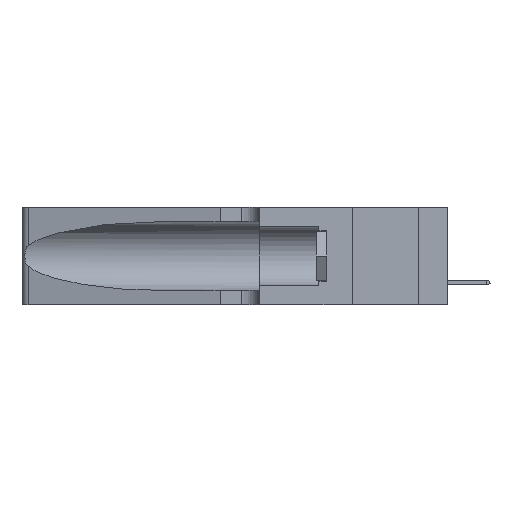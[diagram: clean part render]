
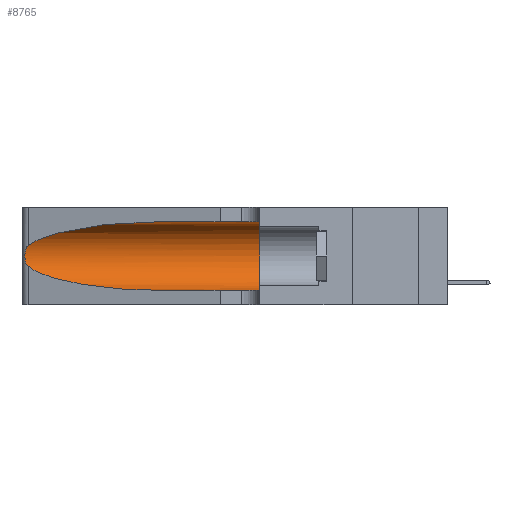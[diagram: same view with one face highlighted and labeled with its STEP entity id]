
A CAD part, left-side view. The second image highlights one B-rep face of the part: STEP entity #8765.
In plain terms, the highlighted cylindrical face has radius 3.308 mm (diameter 6.617 mm), a partial arc.
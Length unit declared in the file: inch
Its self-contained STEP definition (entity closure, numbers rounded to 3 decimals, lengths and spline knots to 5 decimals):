
#402 = EDGE_CURVE ( 'NONE', #5259, #1268, #13219, .T. ) ;
#871 = CARTESIAN_POINT ( 'NONE',  ( 0.25639, 1.23186, 0.15144 ) ) ;
#1268 = VERTEX_POINT ( 'NONE', #21278 ) ;
#1793 = CARTESIAN_POINT ( 'NONE',  ( 0.1305, 0.35, 0.31525 ) ) ;
#1818 = CARTESIAN_POINT ( 'NONE',  ( 0.18966, 0.96281, 0.31525 ) ) ;
#1859 =( BOUNDED_CURVE ( )  B_SPLINE_CURVE ( 3, ( #7149, #18047, #14783, #22070 ),
 .UNSPECIFIED., .F., .T. ) 
 B_SPLINE_CURVE_WITH_KNOTS ( ( 4, 4 ),
 ( 3.44316, 4.71239 ),
 .UNSPECIFIED. ) 
 CURVE ( )  GEOMETRIC_REPRESENTATION_ITEM ( )  RATIONAL_B_SPLINE_CURVE ( ( 1., 0.87, 0.87, 1. ) ) 
 REPRESENTATION_ITEM ( '' )  );
#2754 = CARTESIAN_POINT ( 'NONE',  ( 0.25487, 1.22718, 0.22369 ) ) ;
#3517 = ORIENTED_EDGE ( 'NONE', *, *, #20499, .T. ) ;
#3620 = CARTESIAN_POINT ( 'NONE',  ( 0.1305, 0.35, 0.185 ) ) ;
#3766 = CYLINDRICAL_SURFACE ( 'NONE', #17162, 0.13025 ) ;
#4001 = DIRECTION ( 'NONE',  ( 0., 0., -1. ) ) ;
#4074 = DIRECTION ( 'NONE',  ( 0., -1., 0. ) ) ;
#4152 = EDGE_CURVE ( 'NONE', #14707, #13264, #8997, .T. ) ;
#4474 = EDGE_CURVE ( 'NONE', #8001, #1268, #6483, .T. ) ;
#4517 = CARTESIAN_POINT ( 'NONE',  ( 0.25854, 1.2359, 0.20912 ) ) ;
#4583 = AXIS2_PLACEMENT_3D ( 'NONE', #3620, #9198, #14478 ) ;
#5259 = VERTEX_POINT ( 'NONE', #21964 ) ;
#6127 = CARTESIAN_POINT ( 'NONE',  ( 0.25856, 1.23593, 0.16098 ) ) ;
#6483 = CIRCLE ( 'NONE', #4583, 0.13025 ) ;
#6659 = ORIENTED_EDGE ( 'NONE', *, *, #402, .T. ) ;
#6711 = CARTESIAN_POINT ( 'NONE',  ( 0.25487, 1.22718, 0.22369 ) ) ;
#7008 = ORIENTED_EDGE ( 'NONE', *, *, #4152, .T. ) ;
#7149 = CARTESIAN_POINT ( 'NONE',  ( 0.25487, 1.22718, 0.14631 ) ) ;
#7303 = CARTESIAN_POINT ( 'NONE',  ( 0.25487, 1.22718, 0.22369 ) ) ;
#7938 = CARTESIAN_POINT ( 'NONE',  ( 0.25787, 1.23484, 0.2124 ) ) ;
#8001 = VERTEX_POINT ( 'NONE', #1793 ) ;
#8086 = CARTESIAN_POINT ( 'NONE',  ( 0.26075, 1.23896, 0.178 ) ) ;
#8303 = ORIENTED_EDGE ( 'NONE', *, *, #4474, .F. ) ;
#8765 = ADVANCED_FACE ( 'NONE', ( #14810 ), #3766, .F. ) ;
#8952 = CARTESIAN_POINT ( 'NONE',  ( 0.1305, 1.61858, 0.05475 ) ) ;
#8997 = B_SPLINE_CURVE_WITH_KNOTS ( 'NONE', 3,
 ( #2754, #22552, #11899, #7938, #4517, #9847, #15326, #8086, #16934, #6127, #20747, #871, #9764, #18987 ),
 .UNSPECIFIED., .F., .F.,
 ( 4, 2, 2, 2, 2, 2, 4 ),
 ( 0., 0.00027, 0.00053, 0.00107, 0.0016, 0.00187, 0.00214 ),
 .UNSPECIFIED. ) ;
#9006 = DIRECTION ( 'NONE',  ( 0., -1., 0. ) ) ;
#9198 = DIRECTION ( 'NONE',  ( 0., 1., 0. ) ) ;
#9596 = CARTESIAN_POINT ( 'NONE',  ( 0.1305, 0.72297, 0.31525 ) ) ;
#9647 = EDGE_CURVE ( 'NONE', #13264, #5259, #1859, .T. ) ;
#9667 = VERTEX_POINT ( 'NONE', #9596 ) ;
#9764 = CARTESIAN_POINT ( 'NONE',  ( 0.25555, 1.22993, 0.14849 ) ) ;
#9847 = CARTESIAN_POINT ( 'NONE',  ( 0.26018, 1.23835, 0.19895 ) ) ;
#9958 = VECTOR ( 'NONE', #9006, 39.37008 ) ;
#10987 = ORIENTED_EDGE ( 'NONE', *, *, #9647, .T. ) ;
#11899 = CARTESIAN_POINT ( 'NONE',  ( 0.25639, 1.23184, 0.21858 ) ) ;
#12228 = LINE ( 'NONE', #21568, #9958 ) ;
#13219 = LINE ( 'NONE', #8952, #18581 ) ;
#13264 = VERTEX_POINT ( 'NONE', #19575 ) ;
#13473 = ORIENTED_EDGE ( 'NONE', *, *, #21494, .F. ) ;
#14478 = DIRECTION ( 'NONE',  ( 0., 0., 1. ) ) ;
#14707 = VERTEX_POINT ( 'NONE', #6711 ) ;
#14783 = CARTESIAN_POINT ( 'NONE',  ( 0.18966, 0.96281, 0.05475 ) ) ;
#14810 = FACE_OUTER_BOUND ( 'NONE', #18578, .T. ) ;
#15195 =( BOUNDED_CURVE ( )  B_SPLINE_CURVE ( 3, ( #21998, #1818, #18293, #7303 ),
 .UNSPECIFIED., .F., .T. ) 
 B_SPLINE_CURVE_WITH_KNOTS ( ( 4, 4 ),
 ( 1.5708, 2.84003 ),
 .UNSPECIFIED. ) 
 CURVE ( )  GEOMETRIC_REPRESENTATION_ITEM ( )  RATIONAL_B_SPLINE_CURVE ( ( 1., 0.87, 0.87, 1. ) ) 
 REPRESENTATION_ITEM ( '' )  );
#15326 = CARTESIAN_POINT ( 'NONE',  ( 0.26075, 1.23896, 0.19203 ) ) ;
#16934 = CARTESIAN_POINT ( 'NONE',  ( 0.26017, 1.23833, 0.17102 ) ) ;
#17162 = AXIS2_PLACEMENT_3D ( 'NONE', #18690, #4074, #4001 ) ;
#18047 = CARTESIAN_POINT ( 'NONE',  ( 0.2373, 1.15595, 0.08982 ) ) ;
#18293 = CARTESIAN_POINT ( 'NONE',  ( 0.2373, 1.15595, 0.28018 ) ) ;
#18578 = EDGE_LOOP ( 'NONE', ( #3517, #7008, #10987, #6659, #8303, #13473 ) ) ;
#18581 = VECTOR ( 'NONE', #23172, 39.37008 ) ;
#18690 = CARTESIAN_POINT ( 'NONE',  ( 0.1305, 1.61858, 0.185 ) ) ;
#18987 = CARTESIAN_POINT ( 'NONE',  ( 0.25487, 1.22718, 0.14631 ) ) ;
#19575 = CARTESIAN_POINT ( 'NONE',  ( 0.25487, 1.22718, 0.14631 ) ) ;
#20499 = EDGE_CURVE ( 'NONE', #9667, #14707, #15195, .T. ) ;
#20747 = CARTESIAN_POINT ( 'NONE',  ( 0.25789, 1.23486, 0.15765 ) ) ;
#21278 = CARTESIAN_POINT ( 'NONE',  ( 0.1305, 0.35, 0.05475 ) ) ;
#21494 = EDGE_CURVE ( 'NONE', #9667, #8001, #12228, .T. ) ;
#21568 = CARTESIAN_POINT ( 'NONE',  ( 0.1305, 1.61858, 0.31525 ) ) ;
#21964 = CARTESIAN_POINT ( 'NONE',  ( 0.1305, 0.72297, 0.05475 ) ) ;
#21998 = CARTESIAN_POINT ( 'NONE',  ( 0.1305, 0.72297, 0.31525 ) ) ;
#22070 = CARTESIAN_POINT ( 'NONE',  ( 0.1305, 0.72297, 0.05475 ) ) ;
#22552 = CARTESIAN_POINT ( 'NONE',  ( 0.25555, 1.22994, 0.2215 ) ) ;
#23172 = DIRECTION ( 'NONE',  ( 0., -1., 0. ) ) ;
